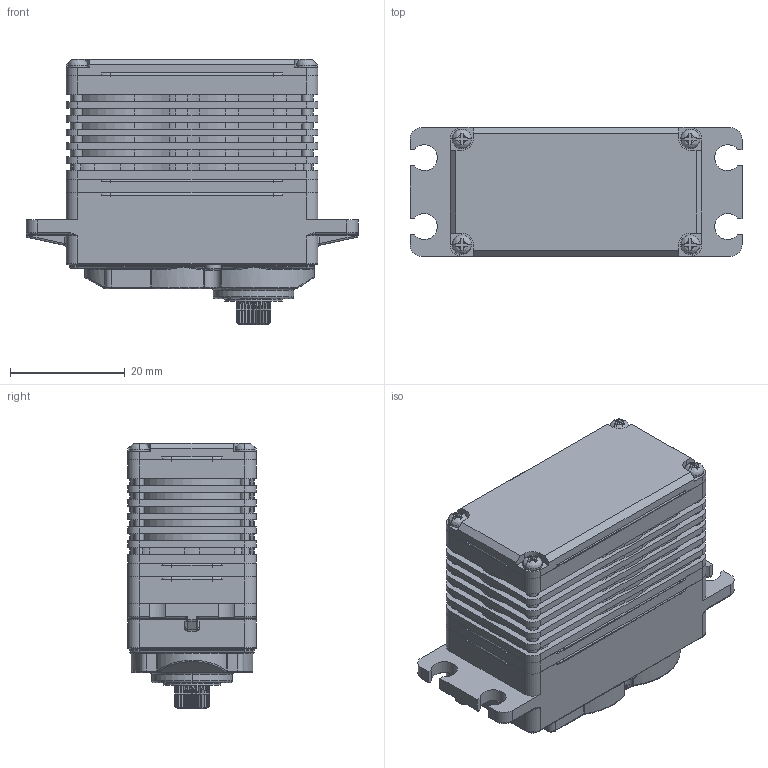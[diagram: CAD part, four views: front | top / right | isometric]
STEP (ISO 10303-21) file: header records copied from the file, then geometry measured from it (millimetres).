
FILE_DESCRIPTION((''),'2;1');
FILE_NAME('HS-M7990TH_ASM','2017-07-14T',('jaejin_'),(''),'CREO PARAMETRIC BY PTC INC, 2014440','CREO PARAMETRIC BY PTC INC, 2014440','');
FILE_SCHEMA(('CONFIG_CONTROL_DESIGN'));
Products named in the file (9): HT; MIDDLE; TOP; LOWER; 120201000037_18A_CPHT2_2XL30; 120201000076_18A_CPH_M1_7XL20; TG4; 120208000010_HS7980_O-RING; HS-M7990TH_ASM
Assembly tree (14 placements, depth 2):
  HS-M7990TH_ASM
    HT
    MIDDLE
    TOP
    LOWER
    120201000037_18A_CPHT2_2XL30  x4
    120201000076_18A_CPH_M1_7XL20  x2
    TG4
    120208000010_HS7980_O-RING  x3
Bounding box: 57.8 x 22.4 x 46.3 mm (x, y, z)
Volume: 38544 mm3; surface area: 19246.2 mm2
Topology: 14 solids, 16 shells, 1939 faces, 5143 edges, 3263 vertices
Faces by surface type: plane 824, cylinder 731, torus 148, bspline 138, cone 80, sphere 18
Entity records: 72217 total; most frequent: CARTESIAN_POINT 19627, ORIENTED_EDGE 8192, DIRECTION 7656, PRESENTATION_STYLE_ASSIGNMENT 4258, STYLED_ITEM 4106, CURVE_STYLE 4096, EDGE_CURVE 4096, VERTEX_POINT 2617
